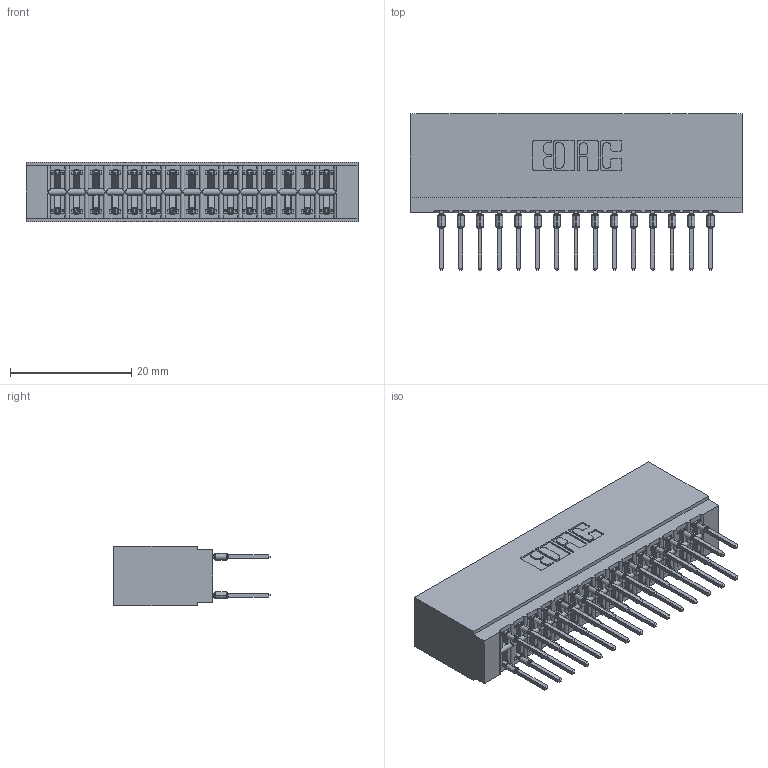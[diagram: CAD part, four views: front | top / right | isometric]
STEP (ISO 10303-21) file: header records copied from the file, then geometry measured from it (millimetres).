
FILE_DESCRIPTION (( 'STEP AP203' ), '1' );
FILE_NAME ('746-030-527-201.STEP', '2026-02-26T23:45:20', ( '' ), ( '' ), 'SwSTEP 2.0', 'SolidWorks 2023', '' );
FILE_SCHEMA (( 'CONFIG_CONTROL_DESIGN' ));
Length unit declared in the file: millimetre
Products named in the file (3): 746-030-527-201; 746 Part_.515 Slot Depth - 01; 746-292-001_527
Assembly tree (31 placements, depth 2):
  746-030-527-201
    746 Part_.515 Slot Depth - 01
    746-292-001_527  x30
Bounding box: 54.86 x 25.9 x 9.91 mm (x, y, z)
Volume: 6102.4 mm3; surface area: 9494.3 mm2
Topology: 31 solids, 31 shells, 2782 faces, 7643 edges, 4870 vertices
Faces by surface type: plane 1435, bspline 600, cylinder 567, torus 180
Entity records: 26955 total; most frequent: CARTESIAN_POINT 5595, ORIENTED_EDGE 4556, DIRECTION 3850, EDGE_CURVE 2278, LINE 1944, VECTOR 1944, VERTEX_POINT 1506, AXIS2_PLACEMENT_3D 953
